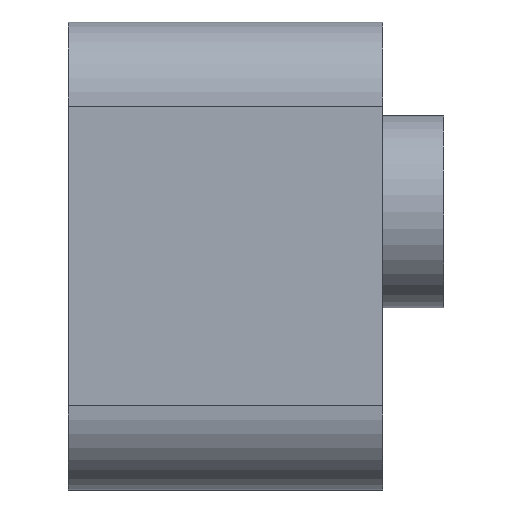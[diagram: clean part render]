
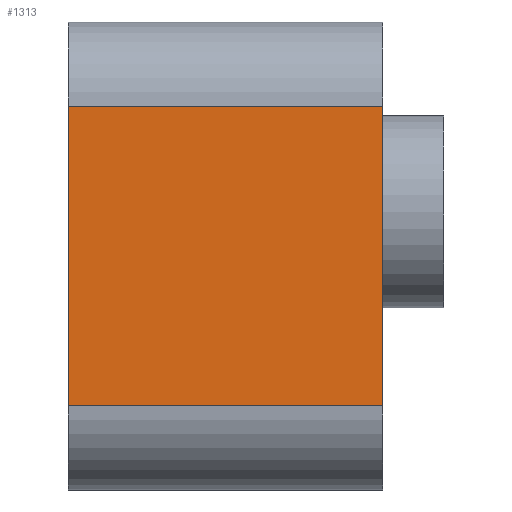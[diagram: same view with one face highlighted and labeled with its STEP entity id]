
A CAD part, left-side view. The second image highlights one B-rep face of the part: STEP entity #1313.
In plain terms, the highlighted planar face has unit normal (-1, 0, 0).
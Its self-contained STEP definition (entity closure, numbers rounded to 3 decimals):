
#70=PLANE('',#1440);
#128=FACE_OUTER_BOUND('',#214,.T.);
#214=EDGE_LOOP('',(#1067,#1068,#1069,#1070));
#332=LINE('',#2105,#454);
#342=LINE('',#2133,#464);
#343=LINE('',#2137,#465);
#344=LINE('',#2138,#466);
#454=VECTOR('',#1700,10.);
#464=VECTOR('',#1724,10.);
#465=VECTOR('',#1729,10.);
#466=VECTOR('',#1730,10.);
#641=VERTEX_POINT('',#2102);
#642=VERTEX_POINT('',#2104);
#653=VERTEX_POINT('',#2132);
#654=VERTEX_POINT('',#2136);
#791=EDGE_CURVE('',#641,#642,#332,.T.);
#805=EDGE_CURVE('',#642,#653,#342,.T.);
#807=EDGE_CURVE('',#641,#654,#343,.T.);
#808=EDGE_CURVE('',#653,#654,#344,.F.);
#1067=ORIENTED_EDGE('',*,*,#791,.F.);
#1068=ORIENTED_EDGE('',*,*,#807,.T.);
#1069=ORIENTED_EDGE('',*,*,#808,.F.);
#1070=ORIENTED_EDGE('',*,*,#805,.F.);
#1313=ADVANCED_FACE('',(#128),#70,.T.);
#1440=AXIS2_PLACEMENT_3D('',#2135,#1727,#1728);
#1700=DIRECTION('',(0.,0.,-1.));
#1724=DIRECTION('',(0.,1.,0.));
#1727=DIRECTION('center_axis',(-1.,0.,0.));
#1728=DIRECTION('ref_axis',(0.,0.,1.));
#1729=DIRECTION('',(0.,1.,0.));
#1730=DIRECTION('',(0.,0.,-1.));
#2102=CARTESIAN_POINT('',(-48.,-3.,47.));
#2104=CARTESIAN_POINT('',(-48.,-3.,8.));
#2105=CARTESIAN_POINT('',(-48.,-3.,17.75));
#2132=CARTESIAN_POINT('',(-48.,38.,8.));
#2133=CARTESIAN_POINT('',(-48.,0.,8.));
#2135=CARTESIAN_POINT('Origin',(-48.,0.,8.));
#2136=CARTESIAN_POINT('',(-48.,38.,47.));
#2137=CARTESIAN_POINT('',(-48.,0.,47.));
#2138=CARTESIAN_POINT('',(-48.,38.,17.75));
